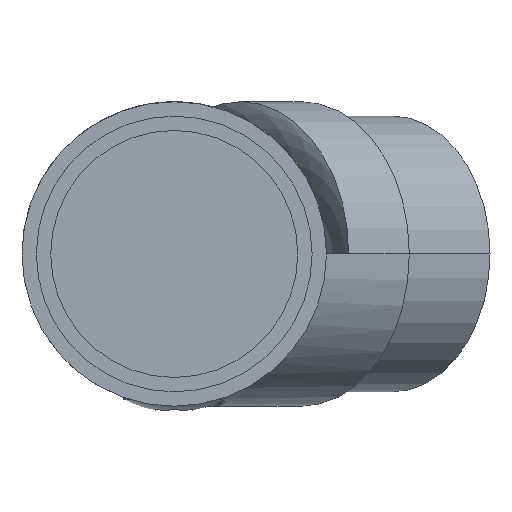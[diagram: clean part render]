
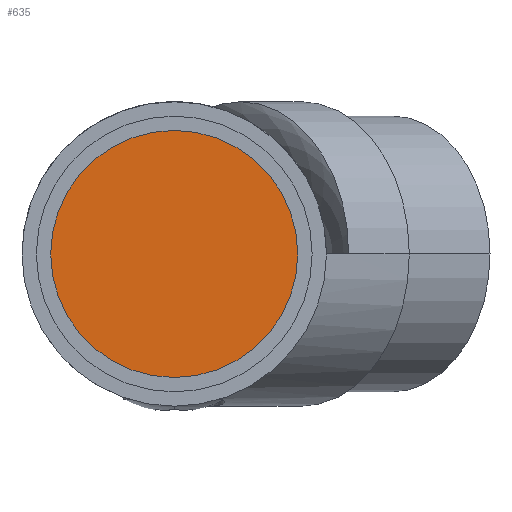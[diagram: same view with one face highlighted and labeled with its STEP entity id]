
A CAD part, left-side view. The second image highlights one B-rep face of the part: STEP entity #635.
In plain terms, the highlighted planar face has unit normal (-1, 0, 0).
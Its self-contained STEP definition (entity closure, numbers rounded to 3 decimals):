
#33 = DIRECTION ( 'NONE',  ( 0., 0., 1. ) ) ;
#52 = DIRECTION ( 'NONE',  ( 0., 0., -1. ) ) ;
#155 = AXIS2_PLACEMENT_3D ( 'NONE', #962, #246, #678 ) ;
#204 = PLANE ( 'NONE',  #845 ) ;
#241 = CIRCLE ( 'NONE', #155, 17.2 ) ;
#246 = DIRECTION ( 'NONE',  ( -1., 0., 0. ) ) ;
#327 = DIRECTION ( 'NONE',  ( 1., 0., 0. ) ) ;
#570 = EDGE_CURVE ( 'NONE', #1724, #1046, #723, .T. ) ;
#617 = CARTESIAN_POINT ( 'NONE',  ( -26.5, 0., -17.2 ) ) ;
#635 = ADVANCED_FACE ( 'NONE', ( #795 ), #204, .F. ) ;
#643 = CARTESIAN_POINT ( 'NONE',  ( -26.5, 17.2, 0. ) ) ;
#651 = CARTESIAN_POINT ( 'NONE',  ( -26.5, 0., 17.2 ) ) ;
#678 = DIRECTION ( 'NONE',  ( 0., 0., 1. ) ) ;
#723 = CIRCLE ( 'NONE', #1085, 17.2 ) ;
#795 = FACE_OUTER_BOUND ( 'NONE', #1835, .T. ) ;
#845 = AXIS2_PLACEMENT_3D ( 'NONE', #643, #327, #52 ) ;
#962 = CARTESIAN_POINT ( 'NONE',  ( -26.5, 0., 0. ) ) ;
#1046 = VERTEX_POINT ( 'NONE', #651 ) ;
#1085 = AXIS2_PLACEMENT_3D ( 'NONE', #1210, #1228, #33 ) ;
#1210 = CARTESIAN_POINT ( 'NONE',  ( -26.5, 0., 0. ) ) ;
#1228 = DIRECTION ( 'NONE',  ( -1., 0., 0. ) ) ;
#1548 = ORIENTED_EDGE ( 'NONE', *, *, #570, .T. ) ;
#1570 = EDGE_CURVE ( 'NONE', #1046, #1724, #241, .T. ) ;
#1724 = VERTEX_POINT ( 'NONE', #617 ) ;
#1737 = ORIENTED_EDGE ( 'NONE', *, *, #1570, .T. ) ;
#1835 = EDGE_LOOP ( 'NONE', ( #1737, #1548 ) ) ;
